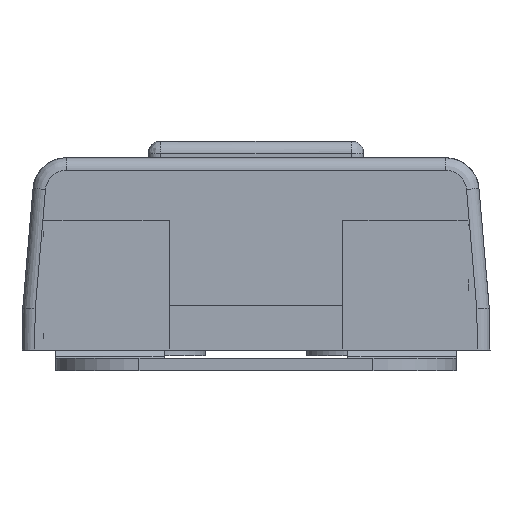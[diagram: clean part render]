
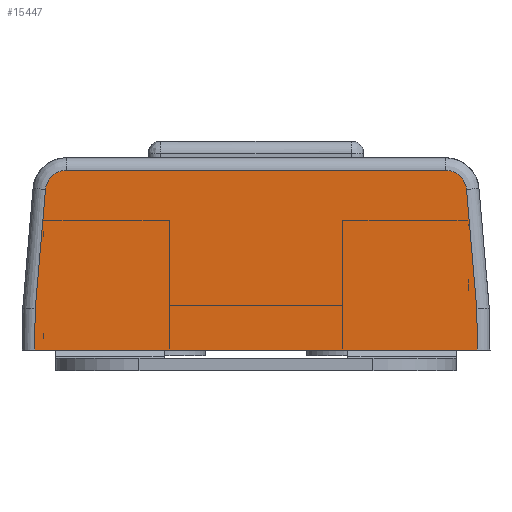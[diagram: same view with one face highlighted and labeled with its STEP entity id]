
A CAD part, left-side view. The second image highlights one B-rep face of the part: STEP entity #15447.
In plain terms, the highlighted planar face has unit normal (-1, 0, 0).
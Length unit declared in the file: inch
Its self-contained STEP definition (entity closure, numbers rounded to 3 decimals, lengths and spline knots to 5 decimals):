
#26 = LINE ( 'NONE', #14445, #18754 ) ;
#423 = VECTOR ( 'NONE', #1351, 39.37008 ) ;
#834 = EDGE_CURVE ( 'NONE', #17362, #7065, #5059, .T. ) ;
#1015 = DIRECTION ( 'NONE',  ( 0., 0., 1. ) ) ;
#1282 = CARTESIAN_POINT ( 'NONE',  ( -12.79528, 0.99161, 0.7565 ) ) ;
#1351 = DIRECTION ( 'NONE',  ( 0., 0.017, 1. ) ) ;
#1421 = CARTESIAN_POINT ( 'NONE',  ( -12.79528, 0.97643, 0.80253 ) ) ;
#1687 = CARTESIAN_POINT ( 'NONE',  ( -12.79528, -0.98316, 0.79433 ) ) ;
#1806 = EDGE_CURVE ( 'NONE', #7065, #14061, #19067, .T. ) ;
#2547 = CARTESIAN_POINT ( 'NONE',  ( -12.79528, -0.89355, 0.84646 ) ) ;
#2777 = CARTESIAN_POINT ( 'NONE',  ( -12.79528, 0.99056, 0.76877 ) ) ;
#2826 = CARTESIAN_POINT ( 'NONE',  ( -12.79528, 1.0433, 0. ) ) ;
#3235 = EDGE_CURVE ( 'NONE', #19879, #14061, #16200, .T. ) ;
#3463 = FACE_OUTER_BOUND ( 'NONE', #18168, .T. ) ;
#4113 = CARTESIAN_POINT ( 'NONE',  ( -12.79528, -1.0433, 0. ) ) ;
#4219 = CARTESIAN_POINT ( 'NONE',  ( -12.79528, -0.90535, 0.84646 ) ) ;
#4537 = EDGE_CURVE ( 'NONE', #17195, #11412, #11995, .T. ) ;
#4633 = ORIENTED_EDGE ( 'NONE', *, *, #8451, .T. ) ;
#5059 = LINE ( 'NONE', #7337, #423 ) ;
#5299 = ORIENTED_EDGE ( 'NONE', *, *, #16540, .T. ) ;
#5571 = ORIENTED_EDGE ( 'NONE', *, *, #3235, .F. ) ;
#5977 = DIRECTION ( 'NONE',  ( 0., -1., 0. ) ) ;
#6303 = CARTESIAN_POINT ( 'NONE',  ( -12.79528, 1.03992, 0.1938 ) ) ;
#7065 = VERTEX_POINT ( 'NONE', #14213 ) ;
#7256 = CARTESIAN_POINT ( 'NONE',  ( -12.79528, -1.0433, 0.85492 ) ) ;
#7337 = CARTESIAN_POINT ( 'NONE',  ( -12.79528, -1.0433, 0. ) ) ;
#7402 = CARTESIAN_POINT ( 'NONE',  ( -12.79528, 0.99161, 0.7565 ) ) ;
#7955 = CARTESIAN_POINT ( 'NONE',  ( -12.79528, 0.89355, 0.84646 ) ) ;
#8081 = VECTOR ( 'NONE', #8945, 39.37008 ) ;
#8451 = EDGE_CURVE ( 'NONE', #16103, #17362, #26, .T. ) ;
#8468 = DIRECTION ( 'NONE',  ( 0., 0.017, -1. ) ) ;
#8829 = DIRECTION ( 'NONE',  ( -1., 0., 0. ) ) ;
#8881 = VERTEX_POINT ( 'NONE', #7955 ) ;
#8945 = DIRECTION ( 'NONE',  ( 0., 0.086, -0.996 ) ) ;
#9101 = CARTESIAN_POINT ( 'NONE',  ( -12.79528, 0.9178, 0.84421 ) ) ;
#9335 = LINE ( 'NONE', #10760, #10078 ) ;
#9439 = CARTESIAN_POINT ( 'NONE',  ( -12.79528, -0.89355, 0.84646 ) ) ;
#9504 = CARTESIAN_POINT ( 'NONE',  ( -12.79528, -0.99161, 0.7565 ) ) ;
#9823 = DIRECTION ( 'NONE',  ( 0., -1., 0. ) ) ;
#10078 = VECTOR ( 'NONE', #5977, 39.37008 ) ;
#10198 = VECTOR ( 'NONE', #8468, 39.37008 ) ;
#10540 = EDGE_CURVE ( 'NONE', #8881, #19879, #9335, .T. ) ;
#10592 = CARTESIAN_POINT ( 'NONE',  ( -12.79528, 0.89355, 0.84646 ) ) ;
#10652 = CARTESIAN_POINT ( 'NONE',  ( -12.79528, 0.98732, 0.78043 ) ) ;
#10654 = ORIENTED_EDGE ( 'NONE', *, *, #10540, .F. ) ;
#10760 = CARTESIAN_POINT ( 'NONE',  ( -12.79528, 0.89355, 0.84646 ) ) ;
#11412 = VERTEX_POINT ( 'NONE', #6303 ) ;
#11540 = CARTESIAN_POINT ( 'NONE',  ( -12.79528, 1.03992, 0.1938 ) ) ;
#11670 = EDGE_CURVE ( 'NONE', #11412, #16103, #18899, .T. ) ;
#11971 = PLANE ( 'NONE',  #12913 ) ;
#11995 = LINE ( 'NONE', #7402, #8081 ) ;
#12177 = CARTESIAN_POINT ( 'NONE',  ( -12.79528, 0.96916, 0.81225 ) ) ;
#12416 = CARTESIAN_POINT ( 'NONE',  ( -12.79528, -0.99161, 0.7565 ) ) ;
#12913 = AXIS2_PLACEMENT_3D ( 'NONE', #7256, #8829, #1015 ) ;
#14061 = VERTEX_POINT ( 'NONE', #12416 ) ;
#14213 = CARTESIAN_POINT ( 'NONE',  ( -12.79528, -1.03992, 0.1938 ) ) ;
#14364 = ORIENTED_EDGE ( 'NONE', *, *, #4537, .T. ) ;
#14445 = CARTESIAN_POINT ( 'NONE',  ( -12.79528, -1.0433, 0. ) ) ;
#14979 = VECTOR ( 'NONE', #20004, 39.37008 ) ;
#15059 = CARTESIAN_POINT ( 'NONE',  ( -12.79528, -0.92894, 0.84217 ) ) ;
#15447 = ADVANCED_FACE ( 'NONE', ( #3463 ), #11971, .T. ) ;
#15685 = ORIENTED_EDGE ( 'NONE', *, *, #1806, .T. ) ;
#16006 = ORIENTED_EDGE ( 'NONE', *, *, #834, .T. ) ;
#16103 = VERTEX_POINT ( 'NONE', #2826 ) ;
#16200 = B_SPLINE_CURVE_WITH_KNOTS ( 'NONE', 3,
 ( #2547, #4219, #15059, #19773, #1687, #18820, #9504 ),
 .UNSPECIFIED., .F., .F.,
 ( 4, 1, 1, 1, 4 ),
 ( 0., 0.24217, 0.48437, 0.72657, 1. ),
 .UNSPECIFIED. ) ;
#16540 = EDGE_CURVE ( 'NONE', #8881, #17195, #16591, .T. ) ;
#16588 = ORIENTED_EDGE ( 'NONE', *, *, #11670, .T. ) ;
#16591 = B_SPLINE_CURVE_WITH_KNOTS ( 'NONE', 3,
 ( #10592, #18355, #9101, #16933, #18422, #12177, #1421, #10652, #2777, #1282 ),
 .UNSPECIFIED., .F., .F.,
 ( 4, 2, 2, 2, 4 ),
 ( 0., 0.25, 0.5, 0.75, 1. ),
 .UNSPECIFIED. ) ;
#16933 = CARTESIAN_POINT ( 'NONE',  ( -12.79528, 0.94072, 0.8353 ) ) ;
#17195 = VERTEX_POINT ( 'NONE', #19205 ) ;
#17362 = VERTEX_POINT ( 'NONE', #4113 ) ;
#18168 = EDGE_LOOP ( 'NONE', ( #15685, #5571, #10654, #5299, #14364, #16588, #4633, #16006 ) ) ;
#18355 = CARTESIAN_POINT ( 'NONE',  ( -12.79528, 0.90583, 0.84647 ) ) ;
#18422 = CARTESIAN_POINT ( 'NONE',  ( -12.79528, 0.95104, 0.82886 ) ) ;
#18427 = CARTESIAN_POINT ( 'NONE',  ( -12.79528, -1.03992, 0.1938 ) ) ;
#18754 = VECTOR ( 'NONE', #9823, 39.37008 ) ;
#18820 = CARTESIAN_POINT ( 'NONE',  ( -12.79528, -0.99048, 0.76976 ) ) ;
#18899 = LINE ( 'NONE', #11540, #10198 ) ;
#19067 = LINE ( 'NONE', #18427, #14979 ) ;
#19205 = CARTESIAN_POINT ( 'NONE',  ( -12.79528, 0.99161, 0.7565 ) ) ;
#19773 = CARTESIAN_POINT ( 'NONE',  ( -12.79528, -0.95981, 0.8237 ) ) ;
#19879 = VERTEX_POINT ( 'NONE', #9439 ) ;
#20004 = DIRECTION ( 'NONE',  ( 0., 0.086, 0.996 ) ) ;
